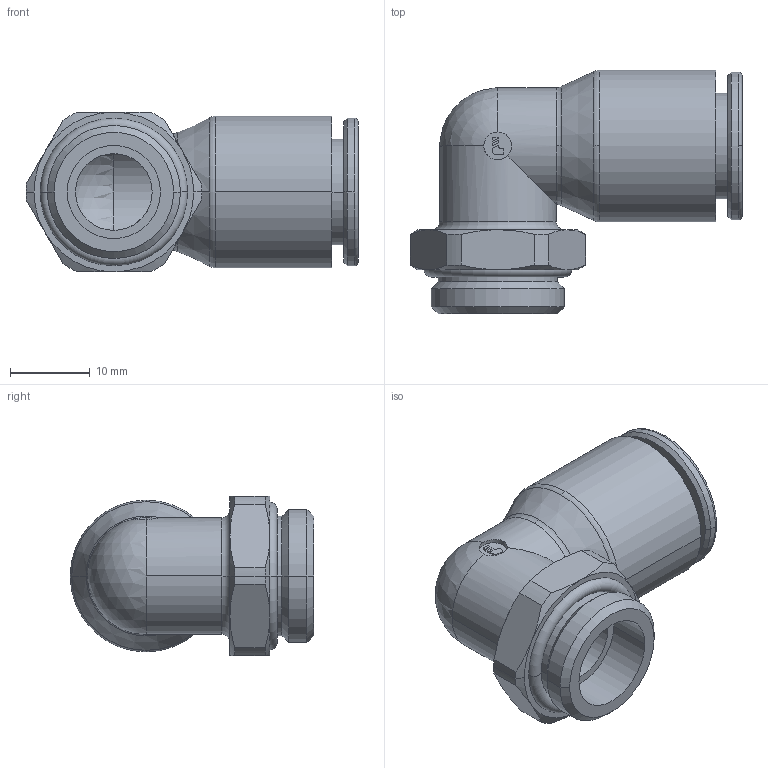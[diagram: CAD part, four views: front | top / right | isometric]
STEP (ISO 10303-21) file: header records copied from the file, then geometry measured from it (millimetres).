
FILE_DESCRIPTION(('STEP AP214'),'1');
FILE_NAME('3199_12_17.stp','2016-07-07T14:54:07',('TraceParts'),('TraceParts S.A.'),'Spatial InterOp 3D',' ',' ');
FILE_SCHEMA(('automotive_design'));
Length unit declared in the file: millimetre
Products named in the file (1): 1
Bounding box: 41.57 x 30.5 x 20 mm (x, y, z)
Volume: 6518 mm3; surface area: 5442.4 mm2
Topology: 1 solids, 1 shells, 104 faces, 256 edges, 158 vertices
Faces by surface type: cylinder 36, plane 31, cone 24, torus 10, sphere 3
Entity records: 3319 total; most frequent: CARTESIAN_POINT 838, DIRECTION 560, ORIENTED_EDGE 502, EDGE_CURVE 251, AXIS2_PLACEMENT_3D 234, VERTEX_POINT 158, CIRCLE 127, EDGE_LOOP 115
